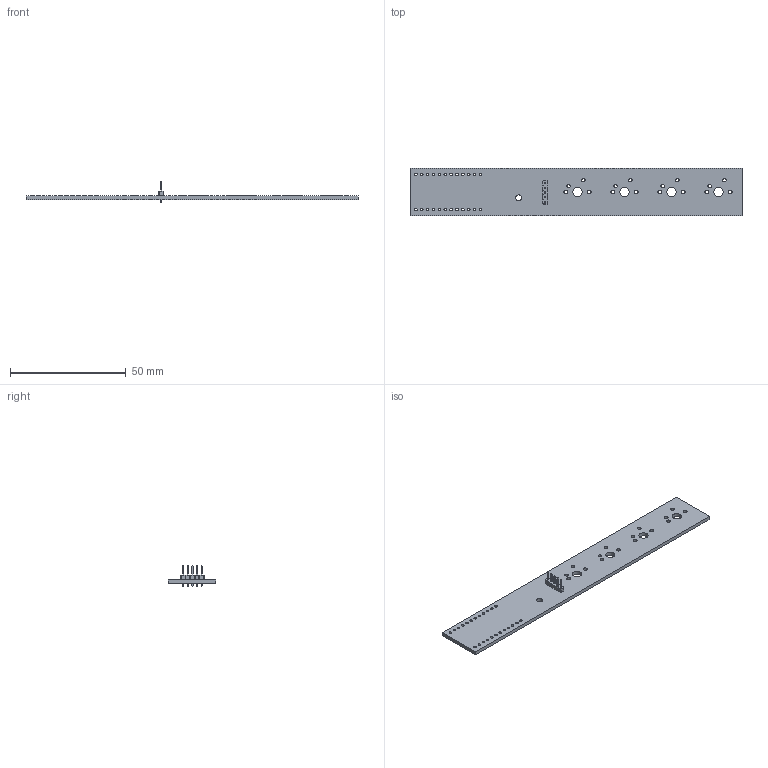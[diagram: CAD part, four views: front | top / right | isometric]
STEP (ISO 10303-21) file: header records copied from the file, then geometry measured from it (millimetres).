
FILE_DESCRIPTION(('KiCad electronic assembly'),'2;1');
FILE_NAME('MacroPad.step','2021-07-03T17:09:44',('An Author'),( 'A Company'),'Open CASCADE STEP processor 6.9', 'KiCad to STEP converter','Unknown');
FILE_SCHEMA(('AUTOMOTIVE_DESIGN { 1 0 10303 214 1 1 1 1 }'));
Length unit declared in the file: millimetre
Products named in the file (4): Open CASCADE STEP translator 6.9 1; PinHeader_1x05_P2.00mm_Vertical; SOLID; COMPOUND
Assembly tree (3 placements, depth 3):
  Open CASCADE STEP translator 6.9 1
    PinHeader_1x05_P2.00mm_Vertical
      SOLID
    COMPOUND
Bounding box: 143.51 x 20.32 x 8.8 mm (x, y, z)
Volume: 4532.6 mm3; surface area: 6660.5 mm2
Topology: 2 solids, 2 shells, 180 faces, 458 edges, 292 vertices
Faces by surface type: plane 130, cylinder 50
Full cylindrical faces by diameter (mm): 0.8 x5, 1.1 x24, 1.5 x8, 1.7 x8, 2.54 x1, 4 x4
Entity records: 12768 total; most frequent: CARTESIAN_POINT 2450, DIRECTION 1742, LINE 1174, VECTOR 1174, ORIENTED_EDGE 916, PCURVE 916, DEFINITIONAL_REPRESENTATION 916, EDGE_CURVE 458
